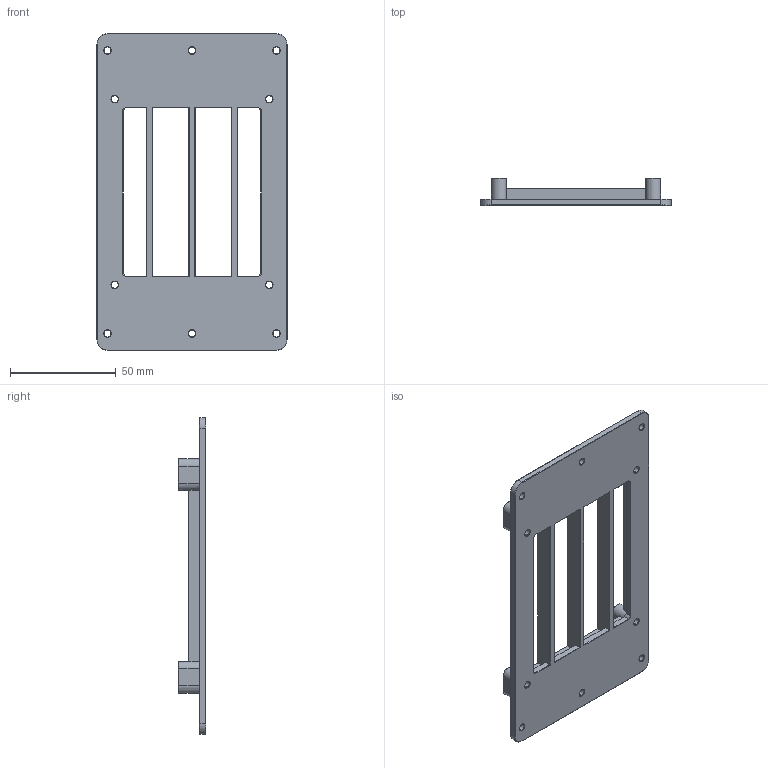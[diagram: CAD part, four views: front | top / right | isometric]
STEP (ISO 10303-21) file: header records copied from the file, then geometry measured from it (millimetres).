
FILE_DESCRIPTION (( 'STEP AP203' ), '1' );
FILE_NAME ('下位机安装支架_小政K6.STEP', '2023-09-07T13:33:48', ( 'Leo' ), ( '' ), 'SwSTEP 2.0', 'SolidWorks 2018', '' );
FILE_SCHEMA (( 'CONFIG_CONTROL_DESIGN' ));
Length unit declared in the file: millimetre
Products named in the file (1): 下位机安装支架_小政K6
Bounding box: 90 x 13 x 150 mm (x, y, z)
Volume: 36614.5 mm3; surface area: 29274.8 mm2
Topology: 1 solids, 1 shells, 201 faces, 496 edges, 300 vertices
Faces by surface type: plane 93, cone 60, cylinder 48
Entity records: 6003 total; most frequent: DIRECTION 1060, CARTESIAN_POINT 1022, ORIENTED_EDGE 992, EDGE_CURVE 496, AXIS2_PLACEMENT_3D 370, LINE 320, VECTOR 320, VERTEX_POINT 300
